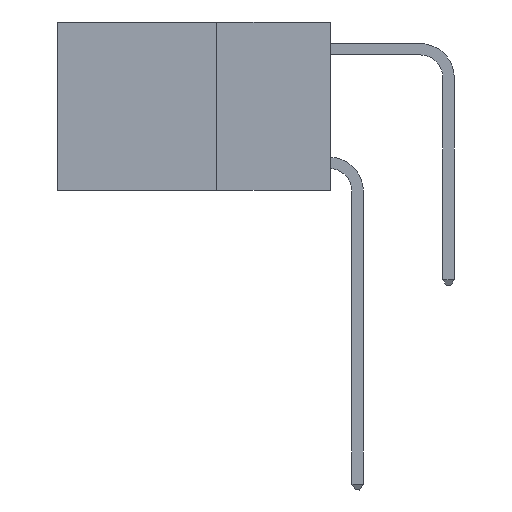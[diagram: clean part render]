
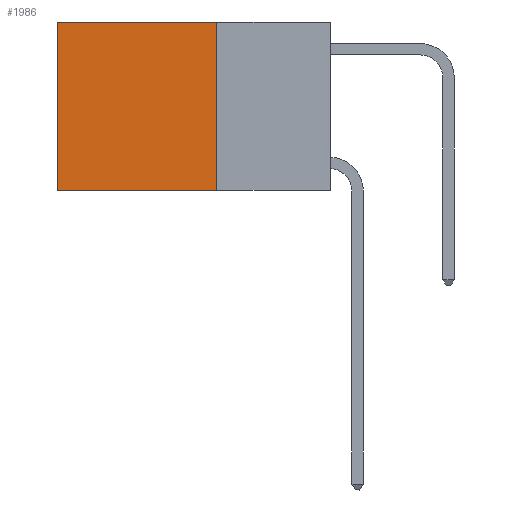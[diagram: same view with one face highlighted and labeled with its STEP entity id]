
A CAD part, left-side view. The second image highlights one B-rep face of the part: STEP entity #1986.
In plain terms, the highlighted planar face has unit normal (-1, 0, 0).
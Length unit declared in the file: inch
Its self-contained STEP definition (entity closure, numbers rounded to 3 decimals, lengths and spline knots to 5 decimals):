
#132 = AXIS2_PLACEMENT_3D ( 'NONE', #622, #12838, #3801 ) ;
#248 = VERTEX_POINT ( 'NONE', #10589 ) ;
#537 = ORIENTED_EDGE ( 'NONE', *, *, #7982, .T. ) ;
#622 = CARTESIAN_POINT ( 'NONE',  ( 0.2625, 0.25, 0. ) ) ;
#1648 = ORIENTED_EDGE ( 'NONE', *, *, #11463, .T. ) ;
#1663 = CARTESIAN_POINT ( 'NONE',  ( 0.2625, 0.25, -0.37 ) ) ;
#1740 = EDGE_CURVE ( 'NONE', #6480, #13098, #13464, .T. ) ;
#1986 = ADVANCED_FACE ( 'NONE', ( #12579 ), #5260, .F. ) ;
#3467 = VECTOR ( 'NONE', #6676, 39.37008 ) ;
#3801 = DIRECTION ( 'NONE',  ( 0., 0., -1. ) ) ;
#4872 = VECTOR ( 'NONE', #6419, 39.37008 ) ;
#5025 = CARTESIAN_POINT ( 'NONE',  ( 0.2625, 0.6, 0. ) ) ;
#5131 = CARTESIAN_POINT ( 'NONE',  ( 0.2625, 0.25, 0. ) ) ;
#5260 = PLANE ( 'NONE',  #132 ) ;
#6419 = DIRECTION ( 'NONE',  ( 0., 1., 0. ) ) ;
#6480 = VERTEX_POINT ( 'NONE', #16713 ) ;
#6676 = DIRECTION ( 'NONE',  ( 0., 0., -1. ) ) ;
#7044 = CARTESIAN_POINT ( 'NONE',  ( 0.2625, 0.6, -0.37 ) ) ;
#7668 = LINE ( 'NONE', #5025, #15097 ) ;
#7982 = EDGE_CURVE ( 'NONE', #13976, #13098, #7668, .T. ) ;
#8100 = DIRECTION ( 'NONE',  ( 0., 0., -1. ) ) ;
#8117 = VECTOR ( 'NONE', #13807, 39.37008 ) ;
#8933 = EDGE_LOOP ( 'NONE', ( #537, #12470, #16212, #1648 ) ) ;
#10589 = CARTESIAN_POINT ( 'NONE',  ( 0.2625, 0.25, 0. ) ) ;
#11463 = EDGE_CURVE ( 'NONE', #248, #13976, #12889, .T. ) ;
#11511 = LINE ( 'NONE', #5131, #3467 ) ;
#12470 = ORIENTED_EDGE ( 'NONE', *, *, #1740, .F. ) ;
#12579 = FACE_OUTER_BOUND ( 'NONE', #8933, .T. ) ;
#12838 = DIRECTION ( 'NONE',  ( 1., 0., 0. ) ) ;
#12889 = LINE ( 'NONE', #13868, #4872 ) ;
#13098 = VERTEX_POINT ( 'NONE', #7044 ) ;
#13464 = LINE ( 'NONE', #1663, #8117 ) ;
#13807 = DIRECTION ( 'NONE',  ( 0., 1., 0. ) ) ;
#13868 = CARTESIAN_POINT ( 'NONE',  ( 0.2625, 0.25, 0. ) ) ;
#13976 = VERTEX_POINT ( 'NONE', #15266 ) ;
#15097 = VECTOR ( 'NONE', #8100, 39.37008 ) ;
#15266 = CARTESIAN_POINT ( 'NONE',  ( 0.2625, 0.6, 0. ) ) ;
#15965 = EDGE_CURVE ( 'NONE', #248, #6480, #11511, .T. ) ;
#16212 = ORIENTED_EDGE ( 'NONE', *, *, #15965, .F. ) ;
#16713 = CARTESIAN_POINT ( 'NONE',  ( 0.2625, 0.25, -0.37 ) ) ;
